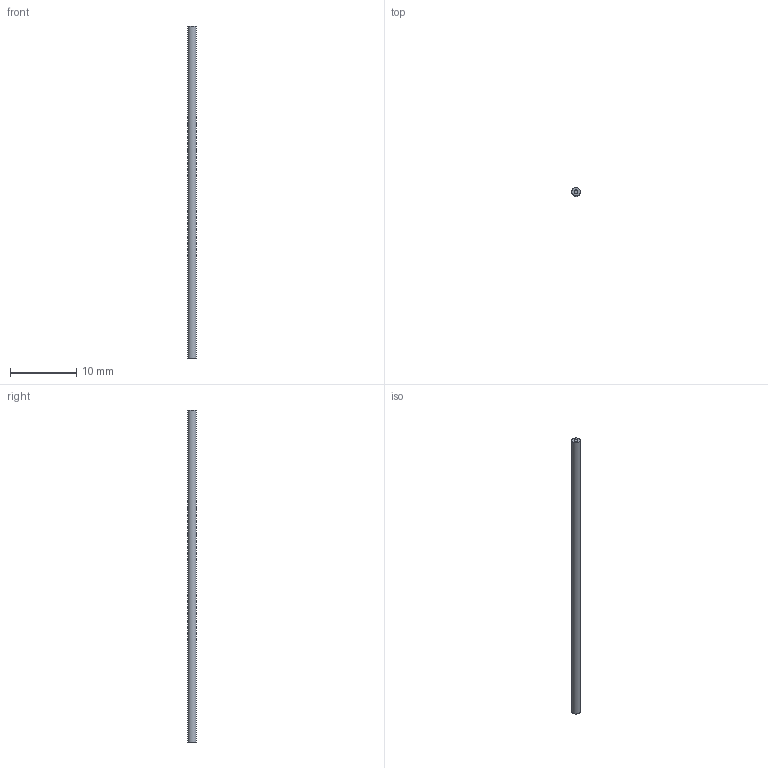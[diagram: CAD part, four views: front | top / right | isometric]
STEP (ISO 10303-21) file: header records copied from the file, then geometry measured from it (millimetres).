
FILE_DESCRIPTION(('HOOPS Exchange Step'),'2;1');
FILE_NAME('export-AB5F854B-5810-4427-B546-ECC6687EFD84.stp','2025-02-25T07:43:44+01:00',('Gebruiker'),('Alibre'),'HOOPS Exchange 2024.5','Alibre','Unknown authorisation');
FILE_SCHEMA( ('AP242_MANAGED_MODEL_BASED_3D_ENGINEERING_MIM_LF {1 0 10303 442 1 1 4 }') );
Length unit declared in the file: millimetre
Products named in the file (3): 370-2 0.25mm2 core 0.56mm diameter; 370-1 Violet (Purple) Insulation 0.25mm2; 370 Single Conductor Wire Violet (Purple) 0,25mm², LiY,70°C
Assembly tree (2 placements, depth 2):
  370 Single Conductor Wire Violet (Purple) 0,25mm², LiY,70°C
    370-2 0.25mm2 core 0.56mm diameter
    370-1 Violet (Purple) Insulation 0.25mm2
Bounding box: 1.3 x 1.3 x 50 mm (x, y, z)
Volume: 66.4 mm3; surface area: 382.8 mm2
Topology: 2 solids, 2 shells, 7 faces, 15 edges, 12 vertices
Faces by surface type: plane 4, cylinder 3
Full cylindrical faces by diameter (mm): 0.56 x2, 1.3 x1
Entity records: 303 total; most frequent: DIRECTION 53, CARTESIAN_POINT 40, ORIENTED_EDGE 30, AXIS2_PLACEMENT_3D 25, EDGE_CURVE 15, VERTEX_POINT 12, CIRCLE 12, EDGE_LOOP 9
